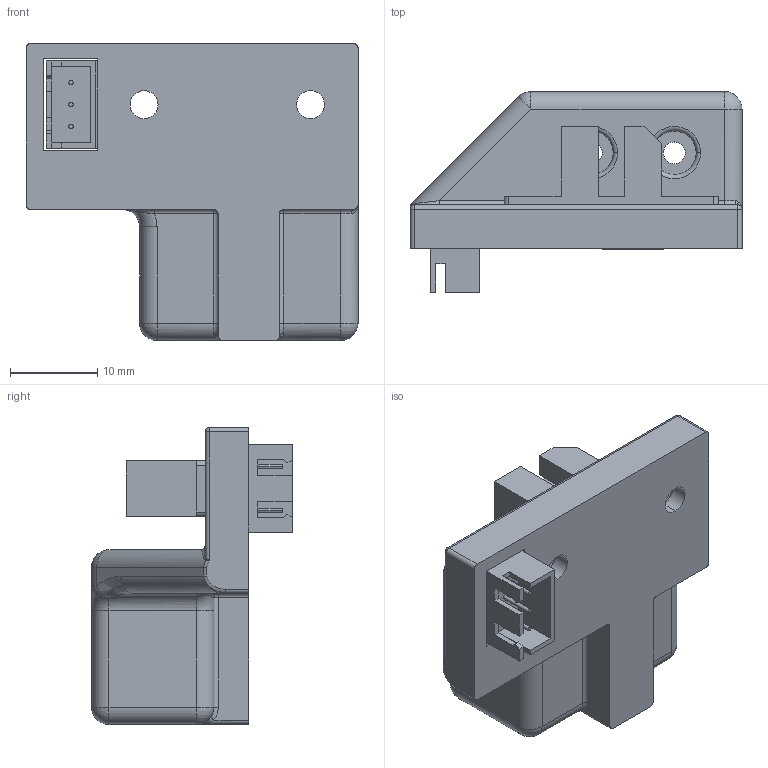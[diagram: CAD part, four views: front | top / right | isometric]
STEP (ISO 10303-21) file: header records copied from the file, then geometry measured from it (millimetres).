
FILE_DESCRIPTION (( 'STEP AP214' ), '1' );
FILE_NAME ('Z Opto endstop.STEP', '2019-08-24T17:21:54', ( 'Sitizen' ), ( '' ), 'SwSTEP 2.0', 'SolidWorks 2019', '' );
FILE_SCHEMA (( 'AUTOMOTIVE_DESIGN' ));
Length unit declared in the file: millimetre
Products named in the file (6): PCB^Endstop_Opto_TCST2103_Defaut; Z Opto endstop; Base; Connector^Endstop_Opto_TCST2103_Defaut; TCST2103^Endstop_Opto_TCST2103_Defaut; Endstop_Opto_TCST2103_Defaut
Assembly tree (5 placements, depth 3):
  Z Opto endstop
    Base
    Endstop_Opto_TCST2103_Defaut
      TCST2103^Endstop_Opto_TCST2103_Defaut
      PCB^Endstop_Opto_TCST2103_Defaut
      Connector^Endstop_Opto_TCST2103_Defaut
Bounding box: 38 x 23 x 34 mm (x, y, z)
Volume: 10614.3 mm3; surface area: 6749.8 mm2
Topology: 4 solids, 4 shells, 194 faces, 485 edges, 291 vertices
Faces by surface type: plane 89, cylinder 73, bspline 11, sphere 11, torus 10
Entity records: 6365 total; most frequent: CARTESIAN_POINT 1372, DIRECTION 980, ORIENTED_EDGE 938, EDGE_CURVE 469, AXIS2_PLACEMENT_3D 345, VERTEX_POINT 291, VECTOR 290, LINE 290
